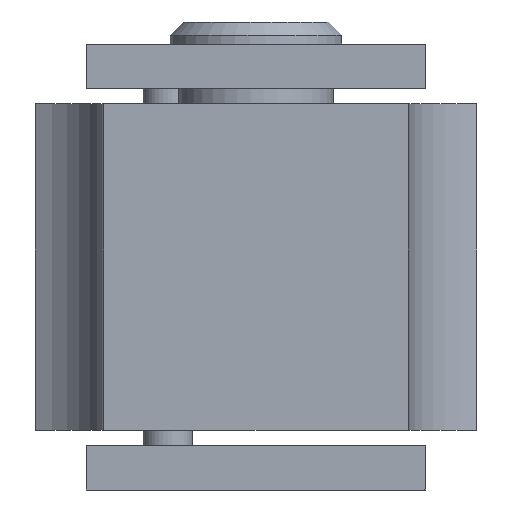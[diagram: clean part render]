
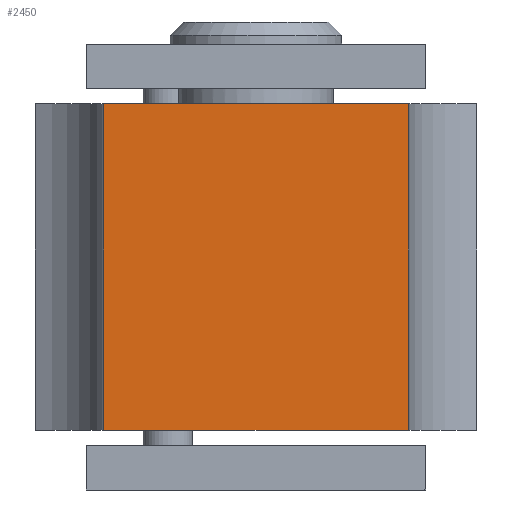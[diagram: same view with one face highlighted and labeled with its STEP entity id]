
A CAD part, left-side view. The second image highlights one B-rep face of the part: STEP entity #2450.
In plain terms, the highlighted planar face has unit normal (-1, 0, 0).
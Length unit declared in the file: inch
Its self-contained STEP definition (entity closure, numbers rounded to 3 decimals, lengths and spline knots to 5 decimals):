
#2311=CARTESIAN_POINT('',(-0.8055,-0.46,-0.825));
#2312=VERTEX_POINT('',#2311);
#2313=CARTESIAN_POINT('',(-0.8055,0.23,-0.825));
#2314=VERTEX_POINT('',#2313);
#2315=CARTESIAN_POINT('',(-0.8055,-0.46,-0.825));
#2316=DIRECTION('',(0.0,1.0,0.0));
#2317=VECTOR('',#2316,0.69);
#2318=LINE('',#2315,#2317);
#2319=EDGE_CURVE('',#2312,#2314,#2318,.T.);
#2420=CARTESIAN_POINT('',(-0.8055,-0.46,-0.825));
#2421=DIRECTION('',(-1.0,0.0,0.0));
#2422=DIRECTION('',(0.0,0.0,1.0));
#2423=AXIS2_PLACEMENT_3D('',#2420,#2421,#2422);
#2424=PLANE('',#2423);
#2425=CARTESIAN_POINT('',(-0.8055,-0.46,-0.085));
#2426=VERTEX_POINT('',#2425);
#2427=CARTESIAN_POINT('',(-0.8055,0.23,-0.085));
#2428=VERTEX_POINT('',#2427);
#2429=CARTESIAN_POINT('',(-0.8055,-0.46,-0.085));
#2430=DIRECTION('',(0.0,1.0,0.0));
#2431=VECTOR('',#2430,0.69);
#2432=LINE('',#2429,#2431);
#2433=EDGE_CURVE('',#2426,#2428,#2432,.T.);
#2434=ORIENTED_EDGE('',*,*,#2433,.T.);
#2435=CARTESIAN_POINT('',(-0.8055,0.23,-0.825));
#2436=DIRECTION('',(0.0,0.0,1.0));
#2437=VECTOR('',#2436,0.74);
#2438=LINE('',#2435,#2437);
#2439=EDGE_CURVE('',#2314,#2428,#2438,.T.);
#2440=ORIENTED_EDGE('',*,*,#2439,.F.);
#2441=ORIENTED_EDGE('',*,*,#2319,.F.);
#2442=CARTESIAN_POINT('',(-0.8055,-0.46,-0.825));
#2443=DIRECTION('',(0.0,0.0,1.0));
#2444=VECTOR('',#2443,0.74);
#2445=LINE('',#2442,#2444);
#2446=EDGE_CURVE('',#2312,#2426,#2445,.T.);
#2447=ORIENTED_EDGE('',*,*,#2446,.T.);
#2448=EDGE_LOOP('',(#2434,#2440,#2441,#2447));
#2449=FACE_OUTER_BOUND('',#2448,.T.);
#2450=ADVANCED_FACE('',(#2449),#2424,.T.);
